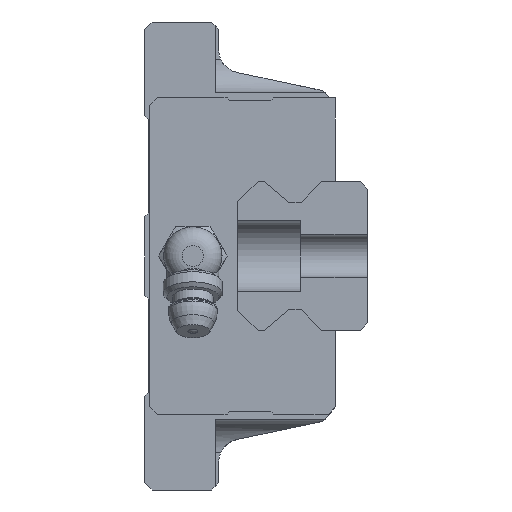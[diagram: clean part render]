
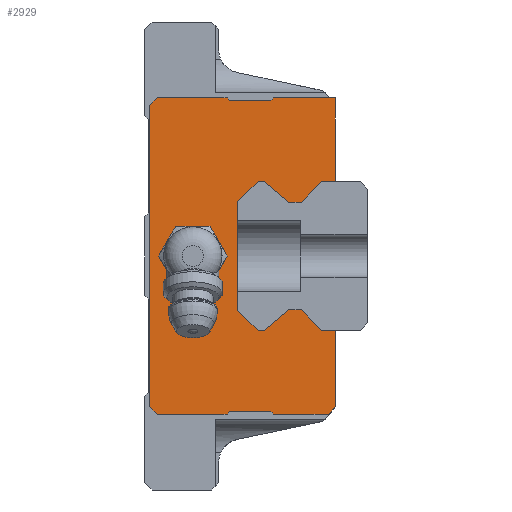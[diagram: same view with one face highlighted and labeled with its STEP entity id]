
A CAD part, left-side view. The second image highlights one B-rep face of the part: STEP entity #2929.
In plain terms, the highlighted planar face has unit normal (-1, 0, 0).
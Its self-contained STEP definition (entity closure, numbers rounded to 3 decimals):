
#616=ORIENTED_EDGE('',*,*,#1209,.F.);
#617=ORIENTED_EDGE('',*,*,#1238,.F.);
#618=ORIENTED_EDGE('',*,*,#1236,.F.);
#619=ORIENTED_EDGE('',*,*,#1234,.F.);
#620=ORIENTED_EDGE('',*,*,#1232,.F.);
#621=ORIENTED_EDGE('',*,*,#1230,.F.);
#622=ORIENTED_EDGE('',*,*,#1228,.F.);
#623=ORIENTED_EDGE('',*,*,#1226,.F.);
#624=ORIENTED_EDGE('',*,*,#1224,.F.);
#625=ORIENTED_EDGE('',*,*,#1222,.F.);
#626=ORIENTED_EDGE('',*,*,#1109,.F.);
#627=ORIENTED_EDGE('',*,*,#1106,.F.);
#628=ORIENTED_EDGE('',*,*,#1103,.F.);
#629=ORIENTED_EDGE('',*,*,#1100,.F.);
#630=ORIENTED_EDGE('',*,*,#1097,.F.);
#631=ORIENTED_EDGE('',*,*,#1094,.F.);
#632=ORIENTED_EDGE('',*,*,#1091,.F.);
#633=ORIENTED_EDGE('',*,*,#1088,.F.);
#634=ORIENTED_EDGE('',*,*,#1085,.F.);
#635=ORIENTED_EDGE('',*,*,#1082,.F.);
#636=ORIENTED_EDGE('',*,*,#1079,.F.);
#637=ORIENTED_EDGE('',*,*,#1076,.F.);
#638=ORIENTED_EDGE('',*,*,#1071,.F.);
#639=ORIENTED_EDGE('',*,*,#1221,.F.);
#640=ORIENTED_EDGE('',*,*,#1219,.F.);
#641=ORIENTED_EDGE('',*,*,#1217,.F.);
#642=ORIENTED_EDGE('',*,*,#1215,.F.);
#643=ORIENTED_EDGE('',*,*,#1213,.F.);
#644=ORIENTED_EDGE('',*,*,#1211,.F.);
#645=ORIENTED_EDGE('',*,*,#1239,.T.);
#646=ORIENTED_EDGE('',*,*,#1240,.T.);
#647=ORIENTED_EDGE('',*,*,#1241,.T.);
#648=ORIENTED_EDGE('',*,*,#1242,.T.);
#649=ORIENTED_EDGE('',*,*,#1243,.T.);
#650=ORIENTED_EDGE('',*,*,#1244,.T.);
#1071=EDGE_CURVE('',#1461,#1462,#1731,.T.);
#1076=EDGE_CURVE('',#1462,#1466,#1736,.T.);
#1079=EDGE_CURVE('',#1466,#1468,#1739,.T.);
#1082=EDGE_CURVE('',#1468,#1470,#1742,.T.);
#1085=EDGE_CURVE('',#1470,#1472,#1745,.T.);
#1088=EDGE_CURVE('',#1472,#1474,#1748,.T.);
#1091=EDGE_CURVE('',#1474,#1476,#1751,.T.);
#1094=EDGE_CURVE('',#1476,#1478,#1754,.T.);
#1097=EDGE_CURVE('',#1478,#1480,#1757,.T.);
#1100=EDGE_CURVE('',#1480,#1482,#1760,.T.);
#1103=EDGE_CURVE('',#1482,#1484,#1763,.T.);
#1106=EDGE_CURVE('',#1484,#1486,#1766,.T.);
#1109=EDGE_CURVE('',#1486,#1488,#1769,.T.);
#1209=EDGE_CURVE('',#1548,#1549,#1864,.T.);
#1211=EDGE_CURVE('',#1549,#1550,#1866,.T.);
#1213=EDGE_CURVE('',#1550,#1551,#1868,.T.);
#1215=EDGE_CURVE('',#1551,#1552,#1870,.T.);
#1217=EDGE_CURVE('',#1552,#1553,#1872,.T.);
#1219=EDGE_CURVE('',#1553,#1554,#1874,.T.);
#1221=EDGE_CURVE('',#1554,#1461,#1876,.T.);
#1222=EDGE_CURVE('',#1488,#1555,#1877,.T.);
#1224=EDGE_CURVE('',#1555,#1556,#1879,.T.);
#1226=EDGE_CURVE('',#1556,#1557,#1881,.T.);
#1228=EDGE_CURVE('',#1557,#1558,#1883,.T.);
#1230=EDGE_CURVE('',#1558,#1559,#1885,.T.);
#1232=EDGE_CURVE('',#1559,#1560,#1887,.T.);
#1234=EDGE_CURVE('',#1560,#1561,#1889,.T.);
#1236=EDGE_CURVE('',#1561,#1562,#1891,.T.);
#1238=EDGE_CURVE('',#1562,#1548,#1893,.T.);
#1239=EDGE_CURVE('',#1563,#1564,#1894,.T.);
#1240=EDGE_CURVE('',#1564,#1565,#1895,.T.);
#1241=EDGE_CURVE('',#1565,#1566,#1896,.T.);
#1242=EDGE_CURVE('',#1566,#1567,#1897,.T.);
#1243=EDGE_CURVE('',#1567,#1568,#1898,.T.);
#1244=EDGE_CURVE('',#1568,#1563,#1899,.T.);
#1461=VERTEX_POINT('',#4300);
#1462=VERTEX_POINT('',#4302);
#1466=VERTEX_POINT('',#4312);
#1468=VERTEX_POINT('',#4318);
#1470=VERTEX_POINT('',#4324);
#1472=VERTEX_POINT('',#4330);
#1474=VERTEX_POINT('',#4336);
#1476=VERTEX_POINT('',#4342);
#1478=VERTEX_POINT('',#4348);
#1480=VERTEX_POINT('',#4354);
#1482=VERTEX_POINT('',#4360);
#1484=VERTEX_POINT('',#4366);
#1486=VERTEX_POINT('',#4372);
#1488=VERTEX_POINT('',#4378);
#1548=VERTEX_POINT('',#4573);
#1549=VERTEX_POINT('',#4575);
#1550=VERTEX_POINT('',#4579);
#1551=VERTEX_POINT('',#4583);
#1552=VERTEX_POINT('',#4587);
#1553=VERTEX_POINT('',#4591);
#1554=VERTEX_POINT('',#4595);
#1555=VERTEX_POINT('',#4601);
#1556=VERTEX_POINT('',#4605);
#1557=VERTEX_POINT('',#4609);
#1558=VERTEX_POINT('',#4613);
#1559=VERTEX_POINT('',#4617);
#1560=VERTEX_POINT('',#4621);
#1561=VERTEX_POINT('',#4625);
#1562=VERTEX_POINT('',#4629);
#1563=VERTEX_POINT('',#4635);
#1564=VERTEX_POINT('',#4636);
#1565=VERTEX_POINT('',#4638);
#1566=VERTEX_POINT('',#4640);
#1567=VERTEX_POINT('',#4642);
#1568=VERTEX_POINT('',#4644);
#1731=LINE('',#4301,#2069);
#1736=LINE('',#4311,#2074);
#1739=LINE('',#4317,#2077);
#1742=LINE('',#4323,#2080);
#1745=LINE('',#4329,#2083);
#1748=LINE('',#4335,#2086);
#1751=LINE('',#4341,#2089);
#1754=LINE('',#4347,#2092);
#1757=LINE('',#4353,#2095);
#1760=LINE('',#4359,#2098);
#1763=LINE('',#4365,#2101);
#1766=LINE('',#4371,#2104);
#1769=LINE('',#4377,#2107);
#1864=LINE('',#4574,#2202);
#1866=LINE('',#4578,#2204);
#1868=LINE('',#4582,#2206);
#1870=LINE('',#4586,#2208);
#1872=LINE('',#4590,#2210);
#1874=LINE('',#4594,#2212);
#1876=LINE('',#4598,#2214);
#1877=LINE('',#4600,#2215);
#1879=LINE('',#4604,#2217);
#1881=LINE('',#4608,#2219);
#1883=LINE('',#4612,#2221);
#1885=LINE('',#4616,#2223);
#1887=LINE('',#4620,#2225);
#1889=LINE('',#4624,#2227);
#1891=LINE('',#4628,#2229);
#1893=LINE('',#4632,#2231);
#1894=LINE('',#4634,#2232);
#1895=LINE('',#4637,#2233);
#1896=LINE('',#4639,#2234);
#1897=LINE('',#4641,#2235);
#1898=LINE('',#4643,#2236);
#1899=LINE('',#4645,#2237);
#2069=VECTOR('',#3416,1000.);
#2074=VECTOR('',#3423,1000.);
#2077=VECTOR('',#3428,1000.);
#2080=VECTOR('',#3433,1000.);
#2083=VECTOR('',#3438,1000.);
#2086=VECTOR('',#3443,1000.);
#2089=VECTOR('',#3448,1000.);
#2092=VECTOR('',#3453,1000.);
#2095=VECTOR('',#3458,1000.);
#2098=VECTOR('',#3463,1000.);
#2101=VECTOR('',#3468,1000.);
#2104=VECTOR('',#3473,1000.);
#2107=VECTOR('',#3478,1000.);
#2202=VECTOR('',#3655,1000.);
#2204=VECTOR('',#3659,1000.);
#2206=VECTOR('',#3663,1000.);
#2208=VECTOR('',#3667,1000.);
#2210=VECTOR('',#3671,1000.);
#2212=VECTOR('',#3675,1000.);
#2214=VECTOR('',#3679,1000.);
#2215=VECTOR('',#3682,1000.);
#2217=VECTOR('',#3686,1000.);
#2219=VECTOR('',#3690,1000.);
#2221=VECTOR('',#3694,1000.);
#2223=VECTOR('',#3698,1000.);
#2225=VECTOR('',#3702,1000.);
#2227=VECTOR('',#3706,1000.);
#2229=VECTOR('',#3710,1000.);
#2231=VECTOR('',#3714,1000.);
#2232=VECTOR('',#3717,1000.);
#2233=VECTOR('',#3718,1000.);
#2234=VECTOR('',#3719,1000.);
#2235=VECTOR('',#3720,1000.);
#2236=VECTOR('',#3721,1000.);
#2237=VECTOR('',#3722,1000.);
#2413=EDGE_LOOP('',(#616,#617,#618,#619,#620,#621,#622,#623,#624,#625,#626,
#627,#628,#629,#630,#631,#632,#633,#634,#635,#636,#637,#638,#639,#640,#641,
#642,#643,#644));
#2414=EDGE_LOOP('',(#645,#646,#647,#648,#649,#650));
#2612=FACE_BOUND('',#2413,.T.);
#2613=FACE_BOUND('',#2414,.T.);
#2796=PLANE('',#3141);
#2929=ADVANCED_FACE('',(#2612,#2613),#2796,.F.);
#3141=AXIS2_PLACEMENT_3D('',#4633,#3715,#3716);
#3416=DIRECTION('',(0.,1.,0.));
#3423=DIRECTION('',(0.,0.707,-0.707));
#3428=DIRECTION('',(0.,1.,0.));
#3433=DIRECTION('',(0.,0.764,0.645));
#3438=DIRECTION('',(0.,1.,0.));
#3443=DIRECTION('',(0.,0.729,-0.685));
#3448=DIRECTION('',(0.,0.,-1.));
#3453=DIRECTION('',(0.,-0.729,-0.685));
#3458=DIRECTION('',(0.,-1.,0.));
#3463=DIRECTION('',(0.,-0.764,0.645));
#3468=DIRECTION('',(0.,-1.,0.));
#3473=DIRECTION('',(0.,-0.707,-0.707));
#3478=DIRECTION('',(0.,-1.,0.));
#3655=DIRECTION('',(0.,-0.707,0.707));
#3659=DIRECTION('',(0.,-1.,0.));
#3663=DIRECTION('',(0.,-0.707,-0.707));
#3667=DIRECTION('',(0.,-1.,0.));
#3671=DIRECTION('',(0.,-0.707,0.707));
#3675=DIRECTION('',(0.,-1.,0.));
#3679=DIRECTION('',(0.,0.,-1.));
#3682=DIRECTION('',(0.,0.,-1.));
#3686=DIRECTION('',(0.,0.707,-0.707));
#3690=DIRECTION('',(0.,1.,0.));
#3694=DIRECTION('',(0.,0.707,0.707));
#3698=DIRECTION('',(0.,1.,0.));
#3702=DIRECTION('',(0.,0.707,-0.707));
#3706=DIRECTION('',(0.,1.,0.));
#3710=DIRECTION('',(0.,0.707,0.707));
#3714=DIRECTION('',(0.,0.,1.));
#3715=DIRECTION('',(1.,0.,0.));
#3716=DIRECTION('',(0.,0.,-1.));
#3717=DIRECTION('',(0.,1.,0.));
#3718=DIRECTION('',(0.,0.5,0.866));
#3719=DIRECTION('',(0.,-0.5,0.866));
#3720=DIRECTION('',(0.,-1.,0.));
#3721=DIRECTION('',(0.,-0.5,-0.866));
#3722=DIRECTION('',(0.,0.5,-0.866));
#4300=CARTESIAN_POINT('',(-38.25,-25.7,10.));
#4301=CARTESIAN_POINT('',(-38.25,-25.7,10.));
#4302=CARTESIAN_POINT('',(-38.25,-23.85,10.));
#4311=CARTESIAN_POINT('',(-38.25,-23.85,10.));
#4312=CARTESIAN_POINT('',(-38.25,-21.1,7.25));
#4317=CARTESIAN_POINT('',(-38.25,-21.1,7.25));
#4318=CARTESIAN_POINT('',(-38.25,-19.4,7.25));
#4323=CARTESIAN_POINT('',(-38.25,-19.4,7.25));
#4324=CARTESIAN_POINT('',(-38.25,-16.14,10.));
#4329=CARTESIAN_POINT('',(-38.25,-16.14,10.));
#4330=CARTESIAN_POINT('',(-38.25,-15.3,10.));
#4335=CARTESIAN_POINT('',(-38.25,-15.3,10.));
#4336=CARTESIAN_POINT('',(-38.25,-12.5,7.37));
#4341=CARTESIAN_POINT('',(-38.25,-12.5,7.37));
#4342=CARTESIAN_POINT('',(-38.25,-12.5,-7.37));
#4347=CARTESIAN_POINT('',(-38.25,-12.5,-7.37));
#4348=CARTESIAN_POINT('',(-38.25,-15.3,-10.));
#4353=CARTESIAN_POINT('',(-38.25,-15.3,-10.));
#4354=CARTESIAN_POINT('',(-38.25,-16.14,-10.));
#4359=CARTESIAN_POINT('',(-38.25,-16.14,-10.));
#4360=CARTESIAN_POINT('',(-38.25,-19.4,-7.25));
#4365=CARTESIAN_POINT('',(-38.25,-19.4,-7.25));
#4366=CARTESIAN_POINT('',(-38.25,-21.1,-7.25));
#4371=CARTESIAN_POINT('',(-38.25,-21.1,-7.25));
#4372=CARTESIAN_POINT('',(-38.25,-23.85,-10.));
#4377=CARTESIAN_POINT('',(-38.25,-23.85,-10.));
#4378=CARTESIAN_POINT('',(-38.25,-25.7,-10.));
#4573=CARTESIAN_POINT('',(-38.25,-0.7,20.3));
#4574=CARTESIAN_POINT('',(-38.25,-0.7,20.3));
#4575=CARTESIAN_POINT('',(-38.25,-1.7,21.3));
#4578=CARTESIAN_POINT('',(-38.25,-1.7,21.3));
#4579=CARTESIAN_POINT('',(-38.25,-11.1,21.3));
#4582=CARTESIAN_POINT('',(-38.25,-11.1,21.3));
#4583=CARTESIAN_POINT('',(-38.25,-11.5,20.9));
#4586=CARTESIAN_POINT('',(-38.25,-11.5,20.9));
#4587=CARTESIAN_POINT('',(-38.25,-17.,20.9));
#4590=CARTESIAN_POINT('',(-38.25,-17.,20.9));
#4591=CARTESIAN_POINT('',(-38.25,-17.4,21.3));
#4594=CARTESIAN_POINT('',(-38.25,-17.4,21.3));
#4595=CARTESIAN_POINT('',(-38.25,-25.7,21.3));
#4598=CARTESIAN_POINT('',(-38.25,-25.7,21.3));
#4600=CARTESIAN_POINT('',(-38.25,-25.7,-10.));
#4601=CARTESIAN_POINT('',(-38.25,-25.7,-20.3));
#4604=CARTESIAN_POINT('',(-38.25,-25.7,-20.3));
#4605=CARTESIAN_POINT('',(-38.25,-24.7,-21.3));
#4608=CARTESIAN_POINT('',(-38.25,-24.7,-21.3));
#4609=CARTESIAN_POINT('',(-38.25,-17.4,-21.3));
#4612=CARTESIAN_POINT('',(-38.25,-17.4,-21.3));
#4613=CARTESIAN_POINT('',(-38.25,-17.,-20.9));
#4616=CARTESIAN_POINT('',(-38.25,-17.,-20.9));
#4617=CARTESIAN_POINT('',(-38.25,-11.5,-20.9));
#4620=CARTESIAN_POINT('',(-38.25,-11.5,-20.9));
#4621=CARTESIAN_POINT('',(-38.25,-11.1,-21.3));
#4624=CARTESIAN_POINT('',(-38.25,-11.1,-21.3));
#4625=CARTESIAN_POINT('',(-38.25,-1.7,-21.3));
#4628=CARTESIAN_POINT('',(-38.25,-1.7,-21.3));
#4629=CARTESIAN_POINT('',(-38.25,-0.7,-20.3));
#4632=CARTESIAN_POINT('',(-38.25,-0.7,-20.3));
#4633=CARTESIAN_POINT('',(-38.25,0.,0.));
#4634=CARTESIAN_POINT('',(-38.25,-8.809,-4.));
#4635=CARTESIAN_POINT('',(-38.25,-8.809,-4.));
#4636=CARTESIAN_POINT('',(-38.25,-4.191,-4.));
#4637=CARTESIAN_POINT('',(-38.25,-4.191,-4.));
#4638=CARTESIAN_POINT('',(-38.25,-1.881,0.));
#4639=CARTESIAN_POINT('',(-38.25,-1.881,0.));
#4640=CARTESIAN_POINT('',(-38.25,-4.191,4.));
#4641=CARTESIAN_POINT('',(-38.25,-4.191,4.));
#4642=CARTESIAN_POINT('',(-38.25,-8.809,4.));
#4643=CARTESIAN_POINT('',(-38.25,-8.809,4.));
#4644=CARTESIAN_POINT('',(-38.25,-11.119,0.));
#4645=CARTESIAN_POINT('',(-38.25,-11.119,0.));
